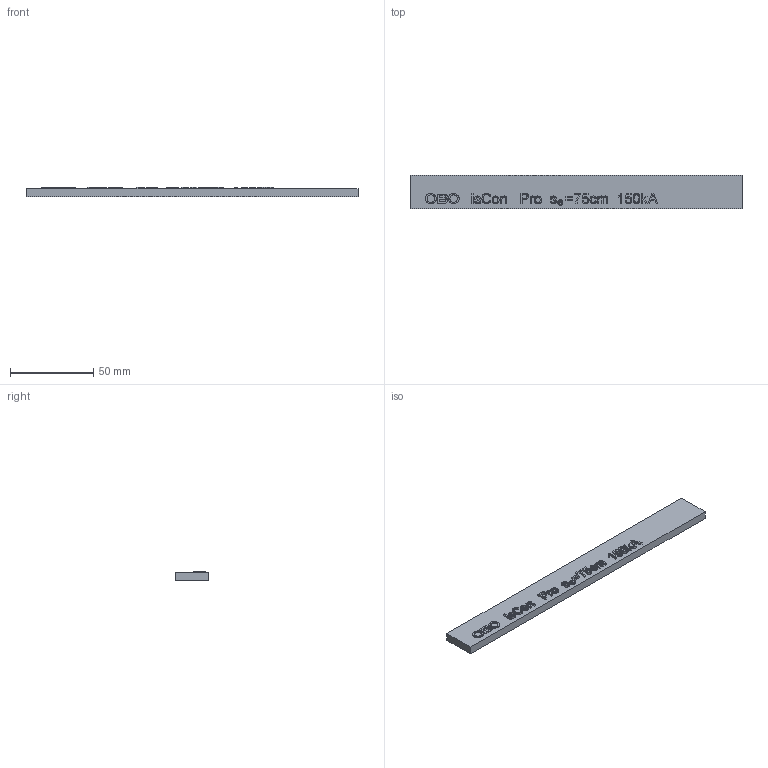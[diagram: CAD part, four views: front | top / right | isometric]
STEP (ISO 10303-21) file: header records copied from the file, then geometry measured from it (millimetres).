
FILE_DESCRIPTION (( 'STEP AP214' ), '1' );
FILE_NAME ('5408008_KSTP1.stp', '2018-04-24T06:48:42', ( '' ), ( '' ), 'SwSTEP 2.0', 'SolidWorks 2016', '' );
FILE_SCHEMA (( 'AUTOMOTIVE_DESIGN' ));
Length unit declared in the file: millimetre
Products named in the file (1): 5408008_KSTP1
Bounding box: 200 x 20 x 6 mm (x, y, z)
Volume: 20207.8 mm3; surface area: 10748.7 mm2
Topology: 1 solids, 1 shells, 304 faces, 801 edges, 534 vertices
Faces by surface type: plane 157, bspline 139, cylinder 8
Entity records: 16213 total; most frequent: CARTESIAN_POINT 9603, ORIENTED_EDGE 1602, DIRECTION 871, EDGE_CURVE 801, VERTEX_POINT 534, LINE 507, VECTOR 507, EDGE_LOOP 339
